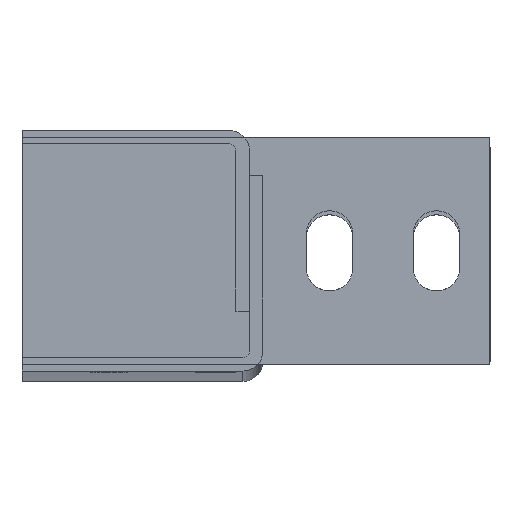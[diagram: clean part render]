
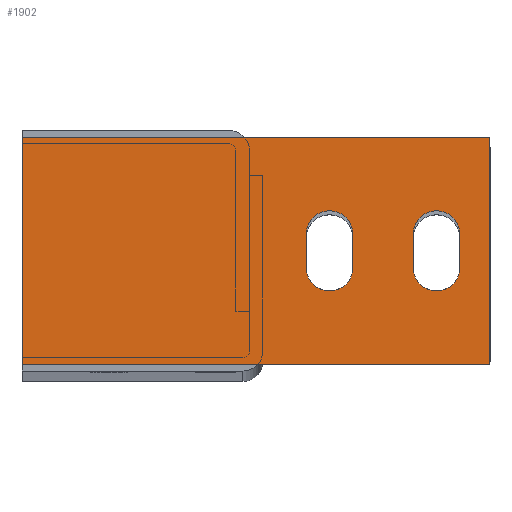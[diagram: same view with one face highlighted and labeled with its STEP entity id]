
A CAD part, top view. The second image highlights one B-rep face of the part: STEP entity #1902.
In plain terms, the highlighted planar face has unit normal (0, 0, 1).
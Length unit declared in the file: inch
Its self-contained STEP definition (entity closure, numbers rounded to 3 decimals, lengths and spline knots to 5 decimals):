
#91 = CARTESIAN_POINT ( 'NONE',  ( 0.75, -0.9685, 56.063 ) ) ;
#130 = VERTEX_POINT ( 'NONE', #617 ) ;
#210 = DIRECTION ( 'NONE',  ( 0., -1., 0. ) ) ;
#247 = EDGE_CURVE ( 'NONE', #130, #2649, #5291, .T. ) ;
#265 = AXIS2_PLACEMENT_3D ( 'NONE', #2147, #3835, #895 ) ;
#290 = DIRECTION ( 'NONE',  ( 0., 1., 0. ) ) ;
#325 = ORIENTED_EDGE ( 'NONE', *, *, #5250, .T. ) ;
#383 = EDGE_CURVE ( 'NONE', #2834, #4279, #3277, .T. ) ;
#389 = ORIENTED_EDGE ( 'NONE', *, *, #383, .T. ) ;
#407 = CARTESIAN_POINT ( 'NONE',  ( 1.5315, -0.9685, 56.063 ) ) ;
#450 = CIRCLE ( 'NONE', #1239, 0.2185 ) ;
#466 = DIRECTION ( 'NONE',  ( 0., -1., 0. ) ) ;
#531 = DIRECTION ( 'NONE',  ( 0., -1., 0. ) ) ;
#587 = EDGE_LOOP ( 'NONE', ( #1813, #5024, #1008, #2014 ) ) ;
#617 = CARTESIAN_POINT ( 'NONE',  ( 1.5315, -1.2815, 56.063 ) ) ;
#637 = AXIS2_PLACEMENT_3D ( 'NONE', #3089, #1367, #466 ) ;
#652 = ORIENTED_EDGE ( 'NONE', *, *, #247, .T. ) ;
#696 = DIRECTION ( 'NONE',  ( 1., 0., 0. ) ) ;
#702 = LINE ( 'NONE', #1979, #5299 ) ;
#735 = CARTESIAN_POINT ( 'NONE',  ( 0.9685, -0.9685, 56.063 ) ) ;
#737 = VERTEX_POINT ( 'NONE', #5357 ) ;
#789 = CIRCLE ( 'NONE', #265, 0.2185 ) ;
#840 = VECTOR ( 'NONE', #5262, 39.37008 ) ;
#860 = AXIS2_PLACEMENT_3D ( 'NONE', #4375, #976, #210 ) ;
#862 = CARTESIAN_POINT ( 'NONE',  ( 0.5315, -1.2815, 56.063 ) ) ;
#895 = DIRECTION ( 'NONE',  ( 0., -1., 0. ) ) ;
#917 = LINE ( 'NONE', #3905, #1947 ) ;
#937 = DIRECTION ( 'NONE',  ( 0., 0., -1. ) ) ;
#976 = DIRECTION ( 'NONE',  ( 0., 0., 1. ) ) ;
#1008 = ORIENTED_EDGE ( 'NONE', *, *, #3858, .T. ) ;
#1009 = EDGE_CURVE ( 'NONE', #2947, #737, #5408, .T. ) ;
#1053 = FACE_BOUND ( 'NONE', #1318, .T. ) ;
#1181 = VECTOR ( 'NONE', #290, 39.37008 ) ;
#1220 = LINE ( 'NONE', #5053, #2966 ) ;
#1239 = AXIS2_PLACEMENT_3D ( 'NONE', #91, #2513, #2158 ) ;
#1268 = VERTEX_POINT ( 'NONE', #2025 ) ;
#1318 = EDGE_LOOP ( 'NONE', ( #2954, #652, #2674, #389 ) ) ;
#1367 = DIRECTION ( 'NONE',  ( 0., 0., -1. ) ) ;
#1385 = EDGE_CURVE ( 'NONE', #4107, #3894, #1220, .T. ) ;
#1437 = CIRCLE ( 'NONE', #637, 0.2185 ) ;
#1492 = CARTESIAN_POINT ( 'NONE',  ( 1.9685, -1.2815, 56.063 ) ) ;
#1494 = FACE_BOUND ( 'NONE', #1772, .T. ) ;
#1714 = VERTEX_POINT ( 'NONE', #2880 ) ;
#1772 = EDGE_LOOP ( 'NONE', ( #3377, #325, #5205, #1871 ) ) ;
#1801 = DIRECTION ( 'NONE',  ( 0., -1., 0. ) ) ;
#1813 = ORIENTED_EDGE ( 'NONE', *, *, #4189, .T. ) ;
#1871 = ORIENTED_EDGE ( 'NONE', *, *, #3295, .T. ) ;
#1902 = ADVANCED_FACE ( 'NONE', ( #3502, #1494, #1053 ), #5235, .T. ) ;
#1906 = CARTESIAN_POINT ( 'NONE',  ( 2.25, -0.0625, 56.063 ) ) ;
#1947 = VECTOR ( 'NONE', #3498, 39.37008 ) ;
#1949 = VECTOR ( 'NONE', #2483, 39.37008 ) ;
#1979 = CARTESIAN_POINT ( 'NONE',  ( 0.9685, -1.2815, 56.063 ) ) ;
#2014 = ORIENTED_EDGE ( 'NONE', *, *, #1385, .T. ) ;
#2025 = CARTESIAN_POINT ( 'NONE',  ( 0.5315, -0.9685, 56.063 ) ) ;
#2147 = CARTESIAN_POINT ( 'NONE',  ( 0.75, -1.2815, 56.063 ) ) ;
#2158 = DIRECTION ( 'NONE',  ( 0., -1., 0. ) ) ;
#2227 = AXIS2_PLACEMENT_3D ( 'NONE', #3041, #937, #1801 ) ;
#2307 = EDGE_CURVE ( 'NONE', #1714, #3769, #789, .T. ) ;
#2483 = DIRECTION ( 'NONE',  ( 0., -1., 0. ) ) ;
#2513 = DIRECTION ( 'NONE',  ( 0., 0., -1. ) ) ;
#2621 = DIRECTION ( 'NONE',  ( 0., 1., 0. ) ) ;
#2649 = VERTEX_POINT ( 'NONE', #407 ) ;
#2674 = ORIENTED_EDGE ( 'NONE', *, *, #5243, .T. ) ;
#2675 = CARTESIAN_POINT ( 'NONE',  ( -2.125, -0.0625, 56.063 ) ) ;
#2834 = VERTEX_POINT ( 'NONE', #2849 ) ;
#2849 = CARTESIAN_POINT ( 'NONE',  ( 1.9685, -0.9685, 56.063 ) ) ;
#2880 = CARTESIAN_POINT ( 'NONE',  ( 0.9685, -1.2815, 56.063 ) ) ;
#2927 = DIRECTION ( 'NONE',  ( -1., 0., 0. ) ) ;
#2928 = VECTOR ( 'NONE', #2621, 39.37008 ) ;
#2947 = VERTEX_POINT ( 'NONE', #3391 ) ;
#2954 = ORIENTED_EDGE ( 'NONE', *, *, #4915, .T. ) ;
#2966 = VECTOR ( 'NONE', #2927, 39.37008 ) ;
#2971 = CARTESIAN_POINT ( 'NONE',  ( 1.9685, -1.2815, 56.063 ) ) ;
#3041 = CARTESIAN_POINT ( 'NONE',  ( 1.75, -0.9685, 56.063 ) ) ;
#3089 = CARTESIAN_POINT ( 'NONE',  ( 1.75, -1.2815, 56.063 ) ) ;
#3106 = CARTESIAN_POINT ( 'NONE',  ( 0.5315, -1.2815, 56.063 ) ) ;
#3277 = LINE ( 'NONE', #1492, #840 ) ;
#3295 = EDGE_CURVE ( 'NONE', #4419, #1714, #702, .T. ) ;
#3377 = ORIENTED_EDGE ( 'NONE', *, *, #2307, .T. ) ;
#3391 = CARTESIAN_POINT ( 'NONE',  ( -2.125, -2.1875, 56.063 ) ) ;
#3498 = DIRECTION ( 'NONE',  ( 0., 1., 0. ) ) ;
#3502 = FACE_OUTER_BOUND ( 'NONE', #587, .T. ) ;
#3769 = VERTEX_POINT ( 'NONE', #862 ) ;
#3835 = DIRECTION ( 'NONE',  ( 0., 0., -1. ) ) ;
#3858 = EDGE_CURVE ( 'NONE', #737, #4107, #917, .T. ) ;
#3894 = VERTEX_POINT ( 'NONE', #2675 ) ;
#3905 = CARTESIAN_POINT ( 'NONE',  ( 2.25, -2.1875, 56.063 ) ) ;
#3996 = EDGE_CURVE ( 'NONE', #1268, #4419, #450, .T. ) ;
#4107 = VERTEX_POINT ( 'NONE', #1906 ) ;
#4189 = EDGE_CURVE ( 'NONE', #3894, #2947, #4507, .T. ) ;
#4279 = VERTEX_POINT ( 'NONE', #2971 ) ;
#4375 = CARTESIAN_POINT ( 'NONE',  ( 2.25, -0.0625, 56.063 ) ) ;
#4419 = VERTEX_POINT ( 'NONE', #735 ) ;
#4507 = LINE ( 'NONE', #5012, #1949 ) ;
#4518 = CARTESIAN_POINT ( 'NONE',  ( 1.5315, -1.2815, 56.063 ) ) ;
#4631 = CIRCLE ( 'NONE', #2227, 0.2185 ) ;
#4659 = VECTOR ( 'NONE', #696, 39.37008 ) ;
#4915 = EDGE_CURVE ( 'NONE', #4279, #130, #1437, .T. ) ;
#5012 = CARTESIAN_POINT ( 'NONE',  ( -2.125, -0.0625, 56.063 ) ) ;
#5024 = ORIENTED_EDGE ( 'NONE', *, *, #1009, .T. ) ;
#5053 = CARTESIAN_POINT ( 'NONE',  ( 2.25, -0.0625, 56.063 ) ) ;
#5133 = LINE ( 'NONE', #3106, #2928 ) ;
#5205 = ORIENTED_EDGE ( 'NONE', *, *, #3996, .T. ) ;
#5235 = PLANE ( 'NONE',  #860 ) ;
#5243 = EDGE_CURVE ( 'NONE', #2649, #2834, #4631, .T. ) ;
#5250 = EDGE_CURVE ( 'NONE', #3769, #1268, #5133, .T. ) ;
#5262 = DIRECTION ( 'NONE',  ( 0., -1., 0. ) ) ;
#5291 = LINE ( 'NONE', #4518, #1181 ) ;
#5299 = VECTOR ( 'NONE', #531, 39.37008 ) ;
#5357 = CARTESIAN_POINT ( 'NONE',  ( 2.25, -2.1875, 56.063 ) ) ;
#5376 = CARTESIAN_POINT ( 'NONE',  ( -2.125, -2.1875, 56.063 ) ) ;
#5408 = LINE ( 'NONE', #5376, #4659 ) ;
